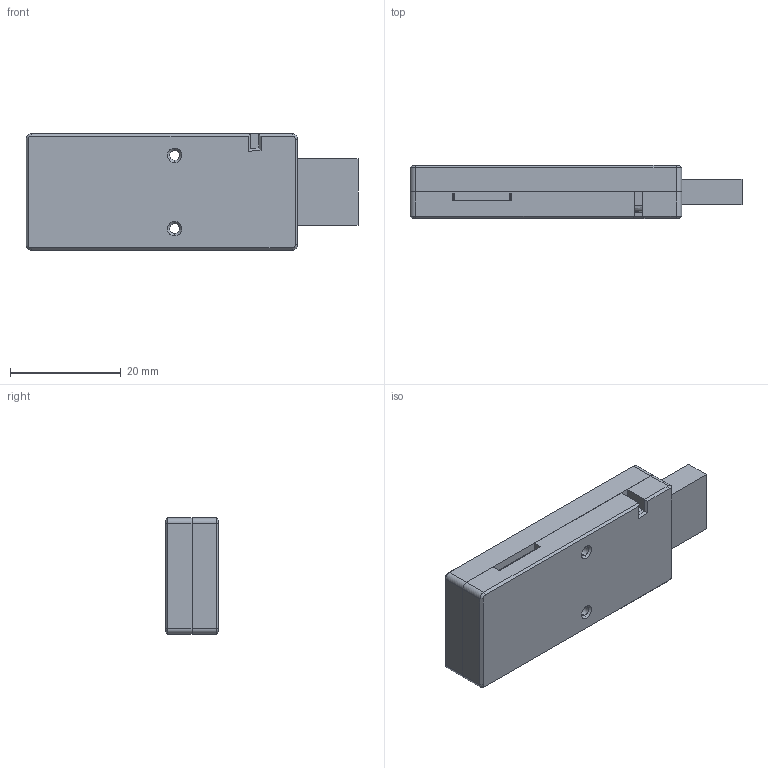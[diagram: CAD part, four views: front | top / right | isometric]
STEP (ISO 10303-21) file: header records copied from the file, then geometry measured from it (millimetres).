
FILE_DESCRIPTION (( 'STEP AP214' ), '1' );
FILE_NAME ('EasyESPNow_Dongle_Assm.STEP', '2025-01-14T22:46:54', ( '' ), ( '' ), 'SwSTEP 2.0', 'SolidWorks 2024', '' );
FILE_SCHEMA (( 'AUTOMOTIVE_DESIGN' ));
Length unit declared in the file: millimetre
Products named in the file (4): ESPNow_Dongle_Shell; Adapter_USBC2A; EasyESPNow_Dongle_Assm; MCU_Seeed-XIAO-ESP32C3
Assembly tree (3 placements, depth 2):
  EasyESPNow_Dongle_Assm
    MCU_Seeed-XIAO-ESP32C3
    Adapter_USBC2A
    ESPNow_Dongle_Shell
Bounding box: 59.9 x 9.55 x 21 mm (x, y, z)
Volume: 7787.7 mm3; surface area: 9577.3 mm2
Topology: 10 solids, 10 shells, 953 faces, 2554 edges, 1639 vertices
Faces by surface type: plane 569, cylinder 308, cone 38, bspline 20, torus 12, sphere 6
Entity records: 40906 total; most frequent: CARTESIAN_POINT 9955, ORIENTED_EDGE 5092, DIRECTION 3816, EDGE_CURVE 2546, VERTEX_POINT 1639, AXIS2_PLACEMENT_3D 1312, LINE 1192, VECTOR 1192
